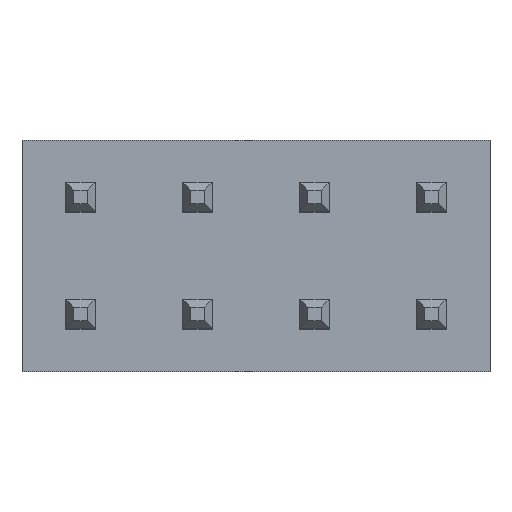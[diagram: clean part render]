
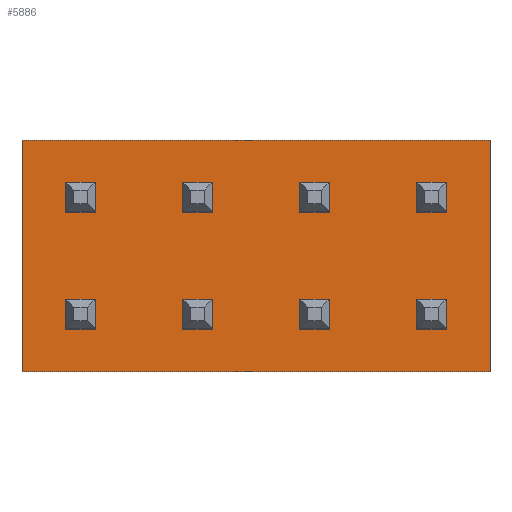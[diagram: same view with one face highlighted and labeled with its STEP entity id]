
A CAD part, top view. The second image highlights one B-rep face of the part: STEP entity #5886.
In plain terms, the highlighted planar face has unit normal (0, 0, 1).
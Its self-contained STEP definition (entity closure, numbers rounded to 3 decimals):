
#126 = VECTOR ( 'NONE', #2277, 1000. ) ;
#653 = LINE ( 'NONE', #4983, #126 ) ;
#772 = ORIENTED_EDGE ( 'NONE', *, *, #5545, .T. ) ;
#861 = CARTESIAN_POINT ( 'NONE',  ( 8.89, -1.24, 2.54 ) ) ;
#920 = DIRECTION ( 'NONE',  ( 0., -1., 0. ) ) ;
#1017 = EDGE_CURVE ( 'NONE', #5465, #3847, #5059, .T. ) ;
#1048 = ORIENTED_EDGE ( 'NONE', *, *, #5780, .T. ) ;
#1093 = CARTESIAN_POINT ( 'NONE',  ( -1.27, 3.78, 2.54 ) ) ;
#1238 = VECTOR ( 'NONE', #4552, 1000. ) ;
#1481 = VERTEX_POINT ( 'NONE', #6127 ) ;
#2175 = DIRECTION ( 'NONE',  ( 0., -1., 0. ) ) ;
#2277 = DIRECTION ( 'NONE',  ( 1., 0., 0. ) ) ;
#2289 = CARTESIAN_POINT ( 'NONE',  ( -1.27, 3.78, 2.54 ) ) ;
#2597 = CARTESIAN_POINT ( 'NONE',  ( -1.27, -1.24, 2.54 ) ) ;
#2605 = LINE ( 'NONE', #4792, #3223 ) ;
#2629 = ORIENTED_EDGE ( 'NONE', *, *, #5949, .T. ) ;
#2632 = FACE_OUTER_BOUND ( 'NONE', #5432, .T. ) ;
#2699 = DIRECTION ( 'NONE',  ( 0., 0., -1. ) ) ;
#2889 = VERTEX_POINT ( 'NONE', #861 ) ;
#2944 = ORIENTED_EDGE ( 'NONE', *, *, #1017, .T. ) ;
#3223 = VECTOR ( 'NONE', #5813, 1000. ) ;
#3847 = VERTEX_POINT ( 'NONE', #1093 ) ;
#3894 = VECTOR ( 'NONE', #920, 1000. ) ;
#4300 = LINE ( 'NONE', #2597, #3894 ) ;
#4552 = DIRECTION ( 'NONE',  ( -1., 0., 0. ) ) ;
#4783 = PLANE ( 'NONE',  #5115 ) ;
#4792 = CARTESIAN_POINT ( 'NONE',  ( 8.89, -1.24, 2.54 ) ) ;
#4983 = CARTESIAN_POINT ( 'NONE',  ( -1.27, -1.24, 2.54 ) ) ;
#5059 = LINE ( 'NONE', #2289, #1238 ) ;
#5115 = AXIS2_PLACEMENT_3D ( 'NONE', #5936, #2699, #2175 ) ;
#5432 = EDGE_LOOP ( 'NONE', ( #772, #2944, #1048, #2629 ) ) ;
#5465 = VERTEX_POINT ( 'NONE', #6416 ) ;
#5545 = EDGE_CURVE ( 'NONE', #2889, #5465, #2605, .T. ) ;
#5780 = EDGE_CURVE ( 'NONE', #3847, #1481, #4300, .T. ) ;
#5813 = DIRECTION ( 'NONE',  ( 0., 1., 0. ) ) ;
#5886 = ADVANCED_FACE ( 'NONE', ( #2632 ), #4783, .F. ) ;
#5936 = CARTESIAN_POINT ( 'NONE',  ( 3.81, 1.27, 2.54 ) ) ;
#5949 = EDGE_CURVE ( 'NONE', #1481, #2889, #653, .T. ) ;
#6127 = CARTESIAN_POINT ( 'NONE',  ( -1.27, -1.24, 2.54 ) ) ;
#6416 = CARTESIAN_POINT ( 'NONE',  ( 8.89, 3.78, 2.54 ) ) ;
